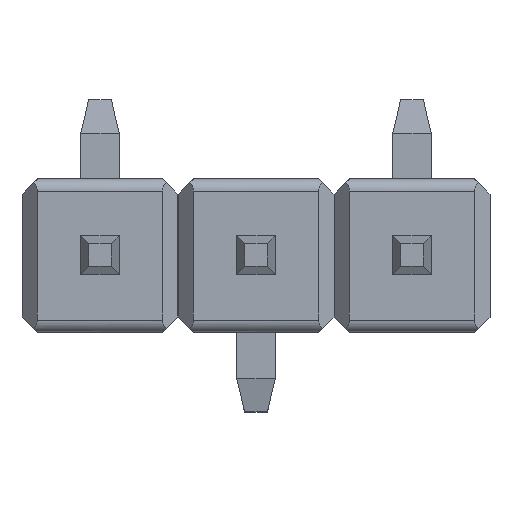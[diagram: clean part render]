
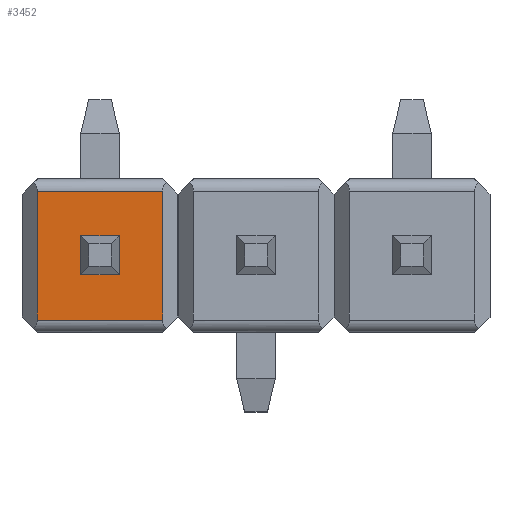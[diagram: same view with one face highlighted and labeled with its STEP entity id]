
A CAD part, top view. The second image highlights one B-rep face of the part: STEP entity #3452.
In plain terms, the highlighted planar face has unit normal (0, 0, 1).
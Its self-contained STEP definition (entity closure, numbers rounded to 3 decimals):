
#106 = ORIENTED_EDGE ( 'NONE', *, *, #3312, .T. ) ;
#159 = CARTESIAN_POINT ( 'NONE',  ( -2.54, 1.05, 4.415 ) ) ;
#313 = VERTEX_POINT ( 'NONE', #7236 ) ;
#489 = CARTESIAN_POINT ( 'NONE',  ( -3.56, -1.05, 4.415 ) ) ;
#631 = CARTESIAN_POINT ( 'NONE',  ( -2.225, 0.315, 4.415 ) ) ;
#774 = ORIENTED_EDGE ( 'NONE', *, *, #5552, .T. ) ;
#793 = CARTESIAN_POINT ( 'NONE',  ( -1.52, 0., 4.415 ) ) ;
#805 = DIRECTION ( 'NONE',  ( 0., -1., 0. ) ) ;
#852 = LINE ( 'NONE', #2492, #4676 ) ;
#872 = EDGE_CURVE ( 'NONE', #4542, #2305, #6993, .T. ) ;
#886 = DIRECTION ( 'NONE',  ( -1., 0., 0. ) ) ;
#904 = CARTESIAN_POINT ( 'NONE',  ( -2.54, -0.315, 4.415 ) ) ;
#1259 = VECTOR ( 'NONE', #3650, 1000. ) ;
#1290 = VERTEX_POINT ( 'NONE', #489 ) ;
#1804 = CARTESIAN_POINT ( 'NONE',  ( -2.225, -0.315, 4.415 ) ) ;
#2305 = VERTEX_POINT ( 'NONE', #631 ) ;
#2492 = CARTESIAN_POINT ( 'NONE',  ( -2.54, -1.05, 4.415 ) ) ;
#2529 = FACE_BOUND ( 'NONE', #5819, .T. ) ;
#2557 = ORIENTED_EDGE ( 'NONE', *, *, #4063, .T. ) ;
#2688 = EDGE_CURVE ( 'NONE', #4649, #1290, #852, .T. ) ;
#3093 = LINE ( 'NONE', #793, #6935 ) ;
#3165 = DIRECTION ( 'NONE',  ( 0., 0., 1. ) ) ;
#3271 = VERTEX_POINT ( 'NONE', #1804 ) ;
#3312 = EDGE_CURVE ( 'NONE', #4649, #4671, #3093, .T. ) ;
#3452 = ADVANCED_FACE ( 'NONE', ( #2529, #6363 ), #4360, .T. ) ;
#3618 = EDGE_LOOP ( 'NONE', ( #106, #774, #6002, #8712 ) ) ;
#3650 = DIRECTION ( 'NONE',  ( 1., 0., 0. ) ) ;
#3667 = ORIENTED_EDGE ( 'NONE', *, *, #8824, .T. ) ;
#3717 = LINE ( 'NONE', #5668, #7329 ) ;
#4063 = EDGE_CURVE ( 'NONE', #2305, #3271, #3717, .T. ) ;
#4078 = AXIS2_PLACEMENT_3D ( 'NONE', #7485, #3165, #8203 ) ;
#4261 = DIRECTION ( 'NONE',  ( 0., 1., 0. ) ) ;
#4360 = PLANE ( 'NONE',  #4078 ) ;
#4514 = LINE ( 'NONE', #9268, #6446 ) ;
#4542 = VERTEX_POINT ( 'NONE', #8293 ) ;
#4649 = VERTEX_POINT ( 'NONE', #8416 ) ;
#4671 = VERTEX_POINT ( 'NONE', #4839 ) ;
#4676 = VECTOR ( 'NONE', #7528, 1000. ) ;
#4839 = CARTESIAN_POINT ( 'NONE',  ( -1.52, 1.05, 4.415 ) ) ;
#4916 = VERTEX_POINT ( 'NONE', #8154 ) ;
#5468 = LINE ( 'NONE', #159, #9045 ) ;
#5552 = EDGE_CURVE ( 'NONE', #4671, #313, #5468, .T. ) ;
#5668 = CARTESIAN_POINT ( 'NONE',  ( -2.225, 0., 4.415 ) ) ;
#5802 = CARTESIAN_POINT ( 'NONE',  ( -2.54, 0.315, 4.415 ) ) ;
#5819 = EDGE_LOOP ( 'NONE', ( #6377, #3667, #8177, #2557 ) ) ;
#5824 = DIRECTION ( 'NONE',  ( 0., 1., 0. ) ) ;
#5835 = CARTESIAN_POINT ( 'NONE',  ( -3.56, 0., 4.415 ) ) ;
#6002 = ORIENTED_EDGE ( 'NONE', *, *, #7763, .T. ) ;
#6139 = EDGE_CURVE ( 'NONE', #3271, #4916, #6232, .T. ) ;
#6232 = LINE ( 'NONE', #904, #7887 ) ;
#6363 = FACE_OUTER_BOUND ( 'NONE', #3618, .T. ) ;
#6377 = ORIENTED_EDGE ( 'NONE', *, *, #6139, .T. ) ;
#6446 = VECTOR ( 'NONE', #4261, 1000. ) ;
#6607 = DIRECTION ( 'NONE',  ( -1., 0., 0. ) ) ;
#6935 = VECTOR ( 'NONE', #5824, 1000. ) ;
#6993 = LINE ( 'NONE', #5802, #1259 ) ;
#7070 = LINE ( 'NONE', #5835, #8974 ) ;
#7236 = CARTESIAN_POINT ( 'NONE',  ( -3.56, 1.05, 4.415 ) ) ;
#7329 = VECTOR ( 'NONE', #9191, 1000. ) ;
#7485 = CARTESIAN_POINT ( 'NONE',  ( -3.56, 1.05, 4.415 ) ) ;
#7528 = DIRECTION ( 'NONE',  ( -1., 0., 0. ) ) ;
#7763 = EDGE_CURVE ( 'NONE', #313, #1290, #7070, .T. ) ;
#7887 = VECTOR ( 'NONE', #6607, 1000. ) ;
#8154 = CARTESIAN_POINT ( 'NONE',  ( -2.855, -0.315, 4.415 ) ) ;
#8177 = ORIENTED_EDGE ( 'NONE', *, *, #872, .T. ) ;
#8203 = DIRECTION ( 'NONE',  ( 0., -1., 0. ) ) ;
#8293 = CARTESIAN_POINT ( 'NONE',  ( -2.855, 0.315, 4.415 ) ) ;
#8416 = CARTESIAN_POINT ( 'NONE',  ( -1.52, -1.05, 4.415 ) ) ;
#8712 = ORIENTED_EDGE ( 'NONE', *, *, #2688, .F. ) ;
#8824 = EDGE_CURVE ( 'NONE', #4916, #4542, #4514, .T. ) ;
#8974 = VECTOR ( 'NONE', #805, 1000. ) ;
#9045 = VECTOR ( 'NONE', #886, 1000. ) ;
#9191 = DIRECTION ( 'NONE',  ( 0., -1., 0. ) ) ;
#9268 = CARTESIAN_POINT ( 'NONE',  ( -2.855, 0., 4.415 ) ) ;
